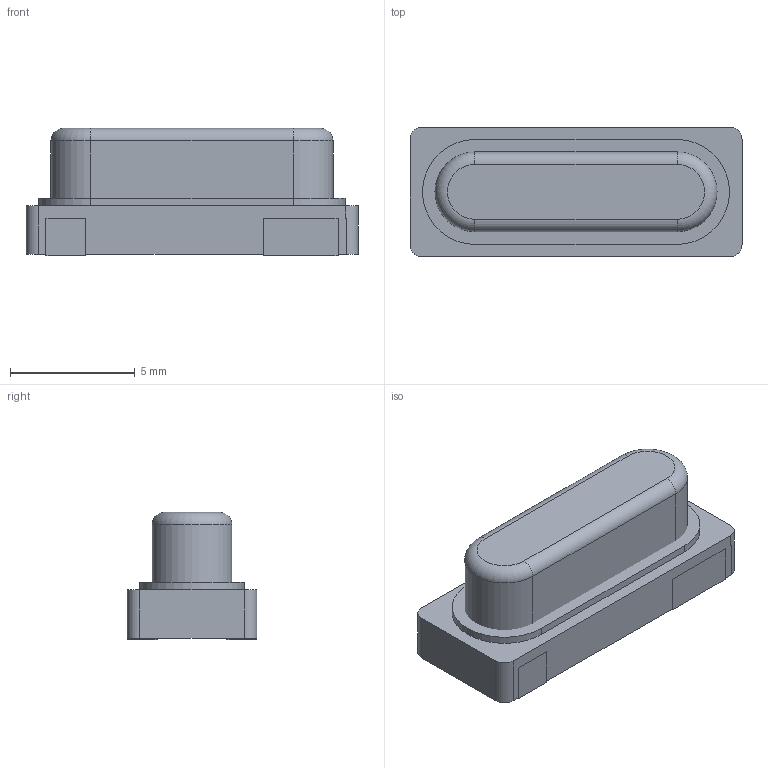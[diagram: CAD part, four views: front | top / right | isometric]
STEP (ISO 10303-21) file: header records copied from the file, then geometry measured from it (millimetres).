
FILE_DESCRIPTION((''),'2;1');
FILE_NAME('XTAL_JAUCH_SMU5.stp','2011-10-03T12:23:34',(''),(''),'Mechanical Desktop 2011','Mechanical Desktop 2011',', , ');
FILE_SCHEMA(('AUTOMOTIVE_DESIGN { 1 2 10303 214 1 1 1 1 }'));
Length unit declared in the file: millimetre
Products named in the file (1): Product
Bounding box: 13.3 x 5.2 x 5.1 mm (x, y, z)
Volume: 253.3 mm3; surface area: 534.5 mm2
Topology: 7 solids, 7 shells, 70 faces, 164 edges, 108 vertices
Faces by surface type: plane 58, cylinder 10, torus 2
Entity records: 2026 total; most frequent: CARTESIAN_POINT 343, DIRECTION 330, ORIENTED_EDGE 328, EDGE_CURVE 164, VECTOR 140, LINE 140, VERTEX_POINT 108, AXIS2_PLACEMENT_3D 95
